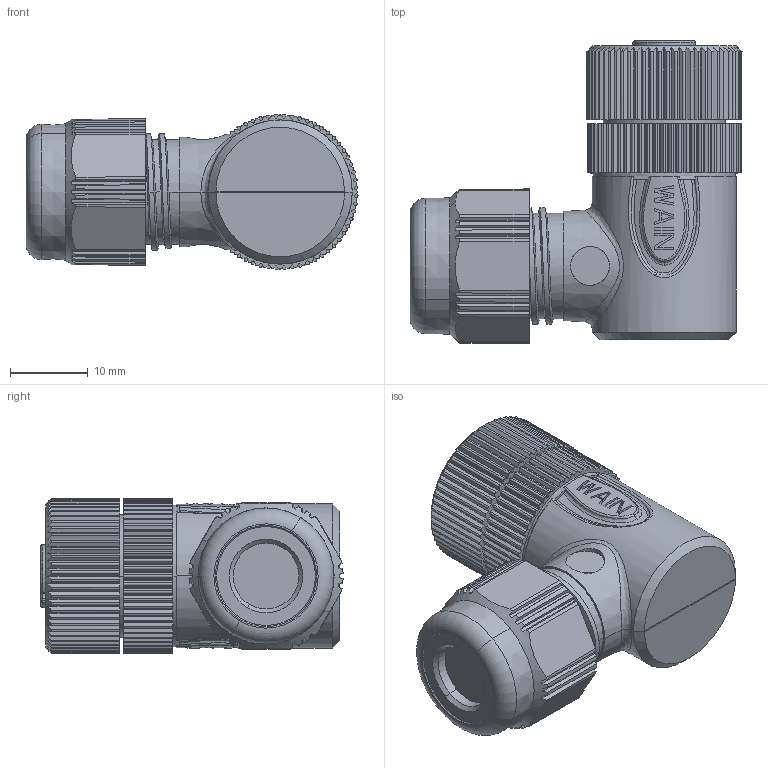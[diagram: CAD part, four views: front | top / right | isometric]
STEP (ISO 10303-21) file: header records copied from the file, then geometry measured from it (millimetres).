
FILE_DESCRIPTION((''),'2;1');
FILE_NAME('3D_1630035233501_M12P-FST03A-S-','2024-03-16T',('12262'),(''),'PRO/ENGINEER BY PARAMETRIC TECHNOLOGY CORPORATION, 2012480','PRO/ENGINEER BY PARAMETRIC TECHNOLOGY CORPORATION, 2012480','');
FILE_SCHEMA(('CONFIG_CONTROL_DESIGN'));
Length unit declared in the file: millimetre
Products named in the file (1): 3D_1630035233501_M12P-FST03A-S-
Bounding box: 42.64 x 38.8 x 19.98 mm (x, y, z)
Volume: 15332.8 mm3; surface area: 6498.2 mm2
Topology: 1 solids, 1 shells, 1114 faces, 3170 edges, 2105 vertices
Faces by surface type: plane 521, cylinder 344, extrusion 112, cone 86, bspline 26, torus 23, sphere 2
Entity records: 44205 total; most frequent: CARTESIAN_POINT 16282, ORIENTED_EDGE 6336, DIRECTION 5054, EDGE_CURVE 3168, VERTEX_POINT 2105, AXIS2_PLACEMENT_3D 1716, VECTOR 1622, LINE 1510
